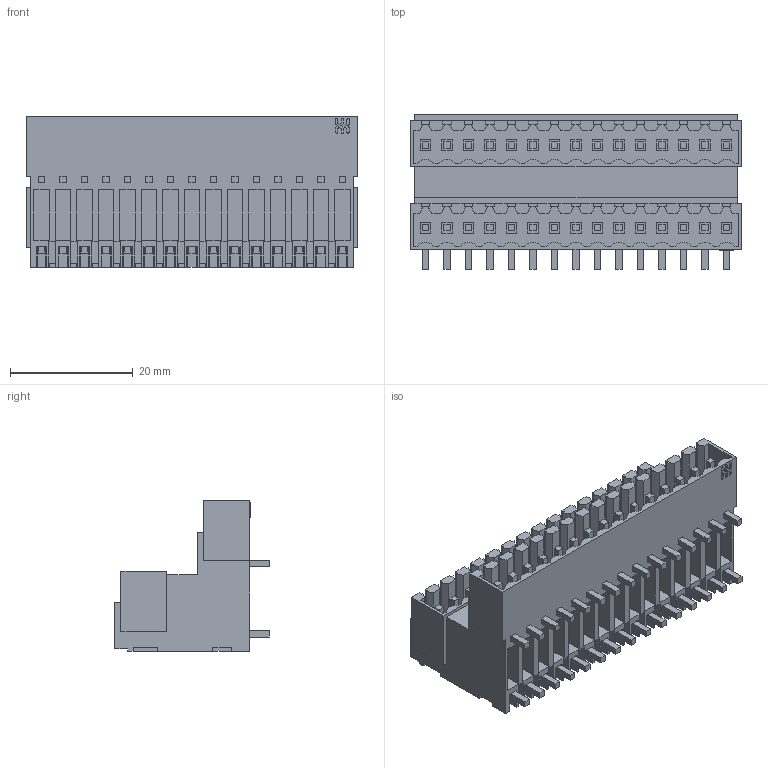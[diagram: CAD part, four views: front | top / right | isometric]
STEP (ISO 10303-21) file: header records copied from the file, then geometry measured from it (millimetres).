
FILE_DESCRIPTION(('CATIA V5 STEP Exchange','CAx-IF Rec.Pracs.--- Model Styling and Organization---1.2---2011-12-15'),'2;1');
FILE_NAME ('D1458723_0_1890640000_1890640000.stp','2016-09-26T13:10:31+00:00',('none'),('Weidmueller'),'CATIA Version 5-6 Release 2014','CATIA V5 STEP AP214','none');
FILE_SCHEMA(('AUTOMOTIVE_DESIGN { 1 0 10303 214 1 1 1 1 }'));
Length unit declared in the file: millimetre
Products named in the file (1): 1890640000_S
Bounding box: 53.9 x 25.2 x 24.55 mm (x, y, z)
Volume: 12227.5 mm3; surface area: 15489.2 mm2
Topology: 31 solids, 31 shells, 1679 faces, 4868 edges, 3314 vertices
Faces by surface type: plane 1509, cylinder 150, extrusion 20
Entity records: 50013 total; most frequent: ORIENTED_EDGE 9736, CARTESIAN_POINT 9342, DIRECTION 6218, EDGE_CURVE 4868, VECTOR 4520, LINE 4500, VERTEX_POINT 3314, EDGE_LOOP 1802
